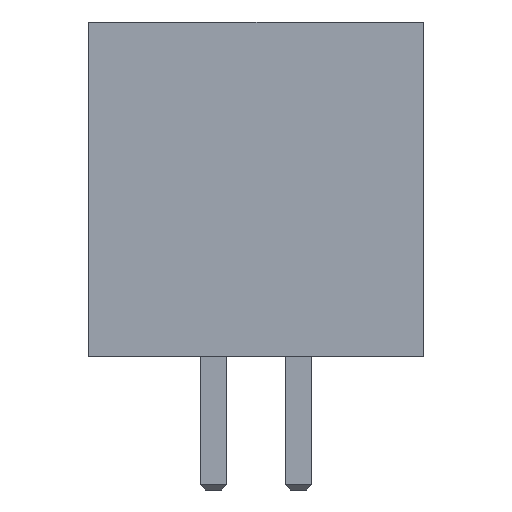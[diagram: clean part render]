
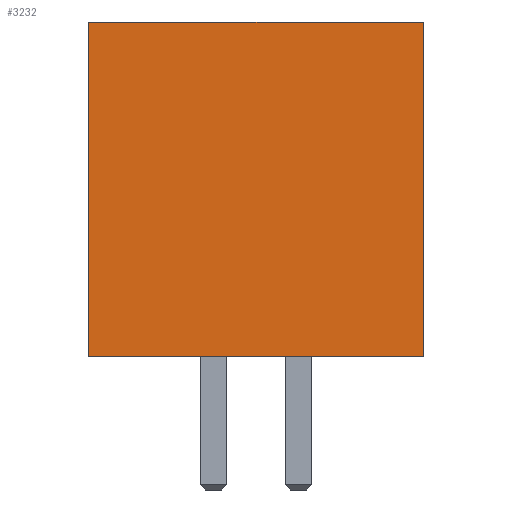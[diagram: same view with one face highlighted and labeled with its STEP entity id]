
A CAD part, left-side view. The second image highlights one B-rep face of the part: STEP entity #3232.
In plain terms, the highlighted planar face has unit normal (-1, 0, 0).
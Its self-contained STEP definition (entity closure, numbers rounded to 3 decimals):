
#110=FACE_OUTER_BOUND('',#329,.T.);
#329=EDGE_LOOP('',(#2398,#2399,#2400,#2401));
#613=LINE('',#4730,#1060);
#633=LINE('',#4771,#1080);
#636=LINE('',#4776,#1083);
#637=LINE('',#4777,#1084);
#1060=VECTOR('',#3833,10.);
#1080=VECTOR('',#3871,10.);
#1083=VECTOR('',#3876,10.);
#1084=VECTOR('',#3877,10.);
#1462=VERTEX_POINT('',#4727);
#1463=VERTEX_POINT('',#4729);
#1474=VERTEX_POINT('',#4768);
#1475=VERTEX_POINT('',#4770);
#1777=EDGE_CURVE('',#1462,#1463,#613,.T.);
#1797=EDGE_CURVE('',#1474,#1475,#633,.F.);
#1800=EDGE_CURVE('',#1462,#1475,#636,.T.);
#1801=EDGE_CURVE('',#1463,#1474,#637,.F.);
#2398=ORIENTED_EDGE('',*,*,#1800,.T.);
#2399=ORIENTED_EDGE('',*,*,#1797,.F.);
#2400=ORIENTED_EDGE('',*,*,#1801,.F.);
#2401=ORIENTED_EDGE('',*,*,#1777,.F.);
#3033=PLANE('',#3455);
#3232=ADVANCED_FACE('',(#110),#3033,.F.);
#3455=AXIS2_PLACEMENT_3D('',#4775,#3874,#3875);
#3833=DIRECTION('',(0.,-1.,0.));
#3871=DIRECTION('',(0.,-1.,0.));
#3874=DIRECTION('center_axis',(1.,0.,0.));
#3875=DIRECTION('ref_axis',(0.,0.,1.));
#3876=DIRECTION('',(0.,0.,-1.));
#3877=DIRECTION('',(0.,0.,1.));
#4727=CARTESIAN_POINT('',(-6.33,2.5,5.));
#4729=CARTESIAN_POINT('',(-6.33,-2.5,5.));
#4730=CARTESIAN_POINT('',(-6.33,0.,5.));
#4768=CARTESIAN_POINT('',(-6.33,-2.5,0.));
#4770=CARTESIAN_POINT('',(-6.33,2.5,0.));
#4771=CARTESIAN_POINT('',(-6.33,0.,0.));
#4775=CARTESIAN_POINT('Origin',(-6.33,0.,2.75));
#4776=CARTESIAN_POINT('',(-6.33,2.5,2.75));
#4777=CARTESIAN_POINT('',(-6.33,-2.5,2.75));
